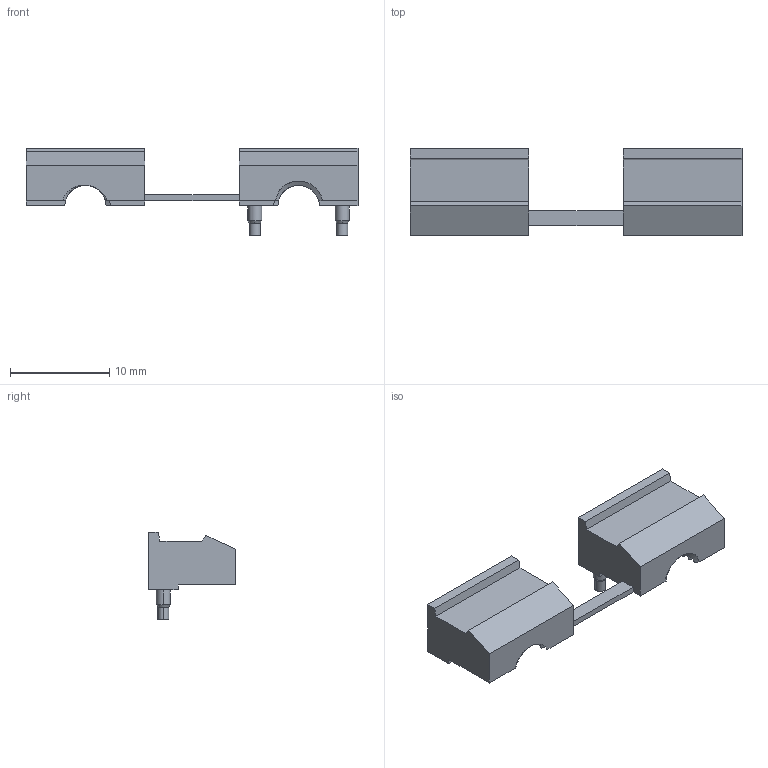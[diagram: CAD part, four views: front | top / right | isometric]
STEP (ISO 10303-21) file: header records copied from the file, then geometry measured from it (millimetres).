
FILE_DESCRIPTION (( 'STEP AP214' ), '1' );
FILE_NAME ('096sm10m05.STEP', '2014-09-10T07:13:34', ( '' ), ( '' ), 'SwSTEP 2.0', 'SolidWorks 2014', '' );
FILE_SCHEMA (( 'AUTOMOTIVE_DESIGN' ));
Length unit declared in the file: millimetre
Products named in the file (1): 096sm10m05
Bounding box: 33.5 x 8.8 x 8.8 mm (x, y, z)
Volume: 844.3 mm3; surface area: 1002.3 mm2
Topology: 1 solids, 1 shells, 154 faces, 444 edges, 296 vertices
Faces by surface type: bspline 60, cylinder 49, plane 36, cone 9
Entity records: 35708 total; most frequent: CARTESIAN_POINT 30614, ORIENTED_EDGE 888, DIRECTION 488, EDGE_CURVE 444, VERTEX_POINT 296, VECTOR 214, LINE 214, EDGE_LOOP 158
